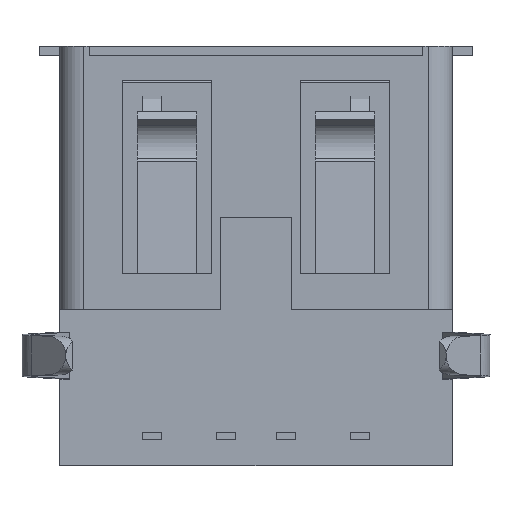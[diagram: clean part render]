
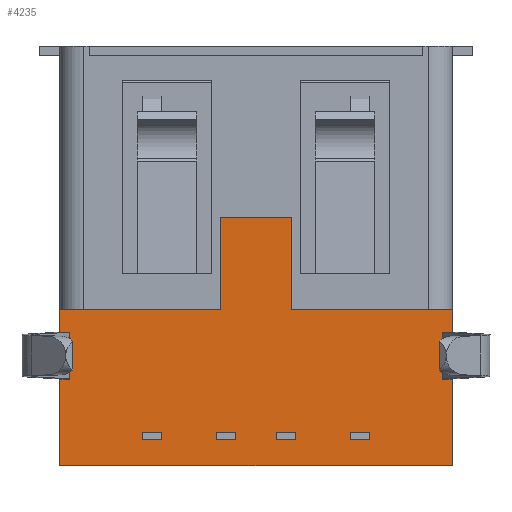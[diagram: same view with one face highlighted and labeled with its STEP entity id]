
A CAD part, front view. The second image highlights one B-rep face of the part: STEP entity #4235.
In plain terms, the highlighted planar face has unit normal (0, -1, 0).
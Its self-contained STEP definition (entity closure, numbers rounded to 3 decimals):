
#641=ORIENTED_EDGE('',*,*,#1675,.F.);
#642=ORIENTED_EDGE('',*,*,#1668,.T.);
#643=ORIENTED_EDGE('',*,*,#1683,.F.);
#644=ORIENTED_EDGE('',*,*,#1603,.T.);
#645=ORIENTED_EDGE('',*,*,#1684,.T.);
#646=ORIENTED_EDGE('',*,*,#1665,.T.);
#647=ORIENTED_EDGE('',*,*,#1671,.T.);
#648=ORIENTED_EDGE('',*,*,#1647,.T.);
#649=ORIENTED_EDGE('',*,*,#1685,.T.);
#650=ORIENTED_EDGE('',*,*,#1608,.F.);
#651=ORIENTED_EDGE('',*,*,#1686,.F.);
#652=ORIENTED_EDGE('',*,*,#1644,.T.);
#653=ORIENTED_EDGE('',*,*,#1679,.F.);
#654=ORIENTED_EDGE('',*,*,#1687,.T.);
#655=ORIENTED_EDGE('',*,*,#1688,.F.);
#656=ORIENTED_EDGE('',*,*,#1689,.F.);
#1603=EDGE_CURVE('',#2157,#2156,#2607,.T.);
#1608=EDGE_CURVE('',#2161,#2159,#2612,.T.);
#1644=EDGE_CURVE('',#2191,#2190,#2638,.T.);
#1647=EDGE_CURVE('',#2193,#2192,#2641,.T.);
#1665=EDGE_CURVE('',#2211,#2210,#2659,.T.);
#1668=EDGE_CURVE('',#2213,#2212,#2662,.T.);
#1671=EDGE_CURVE('',#2210,#2193,#2665,.T.);
#1675=EDGE_CURVE('',#2213,#2217,#2667,.T.);
#1679=EDGE_CURVE('',#2220,#2190,#2670,.T.);
#1683=EDGE_CURVE('',#2157,#2212,#2673,.T.);
#1684=EDGE_CURVE('',#2156,#2211,#2674,.T.);
#1685=EDGE_CURVE('',#2192,#2159,#2675,.T.);
#1686=EDGE_CURVE('',#2191,#2161,#2676,.T.);
#1687=EDGE_CURVE('',#2220,#2223,#2677,.T.);
#1688=EDGE_CURVE('',#2224,#2223,#2678,.T.);
#1689=EDGE_CURVE('',#2217,#2224,#2679,.T.);
#2156=VERTEX_POINT('',#6275);
#2157=VERTEX_POINT('',#6277);
#2159=VERTEX_POINT('',#6282);
#2161=VERTEX_POINT('',#6286);
#2190=VERTEX_POINT('',#6359);
#2191=VERTEX_POINT('',#6361);
#2192=VERTEX_POINT('',#6364);
#2193=VERTEX_POINT('',#6366);
#2210=VERTEX_POINT('',#6401);
#2211=VERTEX_POINT('',#6403);
#2212=VERTEX_POINT('',#6406);
#2213=VERTEX_POINT('',#6408);
#2217=VERTEX_POINT('',#6421);
#2220=VERTEX_POINT('',#6429);
#2223=VERTEX_POINT('',#6441);
#2224=VERTEX_POINT('',#6443);
#2607=LINE('',#6276,#3151);
#2612=LINE('',#6287,#3156);
#2638=LINE('',#6360,#3182);
#2641=LINE('',#6365,#3185);
#2659=LINE('',#6402,#3203);
#2662=LINE('',#6407,#3206);
#2665=LINE('',#6413,#3209);
#2667=LINE('',#6420,#3211);
#2670=LINE('',#6428,#3214);
#2673=LINE('',#6436,#3217);
#2674=LINE('',#6437,#3218);
#2675=LINE('',#6438,#3219);
#2676=LINE('',#6439,#3220);
#2677=LINE('',#6440,#3221);
#2678=LINE('',#6442,#3222);
#2679=LINE('',#6444,#3223);
#3151=VECTOR('',#5093,1000.);
#3156=VECTOR('',#5100,1000.);
#3182=VECTOR('',#5162,1000.);
#3185=VECTOR('',#5165,1000.);
#3203=VECTOR('',#5185,1000.);
#3206=VECTOR('',#5188,1000.);
#3209=VECTOR('',#5193,1000.);
#3211=VECTOR('',#5201,1000.);
#3214=VECTOR('',#5208,1000.);
#3217=VECTOR('',#5215,1000.);
#3218=VECTOR('',#5216,1000.);
#3219=VECTOR('',#5217,1000.);
#3220=VECTOR('',#5218,1000.);
#3221=VECTOR('',#5219,1000.);
#3222=VECTOR('',#5220,1000.);
#3223=VECTOR('',#5221,1000.);
#3596=EDGE_LOOP('',(#641,#642,#643,#644,#645,#646,#647,#648,#649,#650,#651,
#652,#653,#654,#655,#656));
#3826=FACE_BOUND('',#3596,.T.);
#4042=PLANE('',#4532);
#4235=ADVANCED_FACE('',(#3826),#4042,.F.);
#4532=AXIS2_PLACEMENT_3D('',#6435,#5213,#5214);
#5093=DIRECTION('',(0.,0.,-1.));
#5100=DIRECTION('',(0.,0.,-1.));
#5162=DIRECTION('',(0.,0.,1.));
#5165=DIRECTION('',(0.,0.,1.));
#5185=DIRECTION('',(0.,0.,-1.));
#5188=DIRECTION('',(0.,0.,-1.));
#5193=DIRECTION('',(1.,0.,0.));
#5201=DIRECTION('',(1.,0.,0.));
#5208=DIRECTION('',(1.,0.,0.));
#5213=DIRECTION('',(0.,1.,0.));
#5214=DIRECTION('',(0.,0.,1.));
#5215=DIRECTION('',(-1.,0.,0.));
#5216=DIRECTION('',(-1.,0.,0.));
#5217=DIRECTION('',(-1.,0.,0.));
#5218=DIRECTION('',(-1.,0.,0.));
#5219=DIRECTION('',(0.,0.,1.));
#5220=DIRECTION('',(1.,0.,0.));
#5221=DIRECTION('',(0.,0.,1.));
#6275=CARTESIAN_POINT('',(-6.28,0.,-4.14));
#6276=CARTESIAN_POINT('',(-6.28,0.,7.05));
#6277=CARTESIAN_POINT('',(-6.28,0.,-2.56));
#6282=CARTESIAN_POINT('',(6.28,0.,-4.14));
#6286=CARTESIAN_POINT('',(6.28,0.,-2.56));
#6287=CARTESIAN_POINT('',(6.28,0.,7.05));
#6359=CARTESIAN_POINT('',(6.6,0.,-1.81));
#6360=CARTESIAN_POINT('',(6.6,0.,7.05));
#6361=CARTESIAN_POINT('',(6.6,0.,-2.56));
#6364=CARTESIAN_POINT('',(6.6,0.,-4.14));
#6365=CARTESIAN_POINT('',(6.6,0.,7.05));
#6366=CARTESIAN_POINT('',(6.6,0.,-7.05));
#6401=CARTESIAN_POINT('',(-6.6,0.,-7.05));
#6402=CARTESIAN_POINT('',(-6.6,0.,7.05));
#6403=CARTESIAN_POINT('',(-6.6,0.,-4.14));
#6406=CARTESIAN_POINT('',(-6.6,0.,-2.56));
#6407=CARTESIAN_POINT('',(-6.6,0.,7.05));
#6408=CARTESIAN_POINT('',(-6.6,0.,-1.81));
#6413=CARTESIAN_POINT('',(-6.28,0.,-7.05));
#6420=CARTESIAN_POINT('',(-6.28,0.,-1.81));
#6421=CARTESIAN_POINT('',(-1.2,0.,-1.81));
#6428=CARTESIAN_POINT('',(-6.28,0.,-1.81));
#6429=CARTESIAN_POINT('',(1.2,0.,-1.81));
#6435=CARTESIAN_POINT('',(-6.28,0.,7.05));
#6436=CARTESIAN_POINT('',(8.,0.,-2.56));
#6437=CARTESIAN_POINT('',(8.,0.,-4.14));
#6438=CARTESIAN_POINT('',(8.,0.,-4.14));
#6439=CARTESIAN_POINT('',(8.,0.,-2.56));
#6440=CARTESIAN_POINT('',(1.2,0.,-1.81));
#6441=CARTESIAN_POINT('',(1.2,0.,1.29));
#6442=CARTESIAN_POINT('',(-6.28,0.,1.29));
#6443=CARTESIAN_POINT('',(-1.2,0.,1.29));
#6444=CARTESIAN_POINT('',(-1.2,0.,-1.81));
